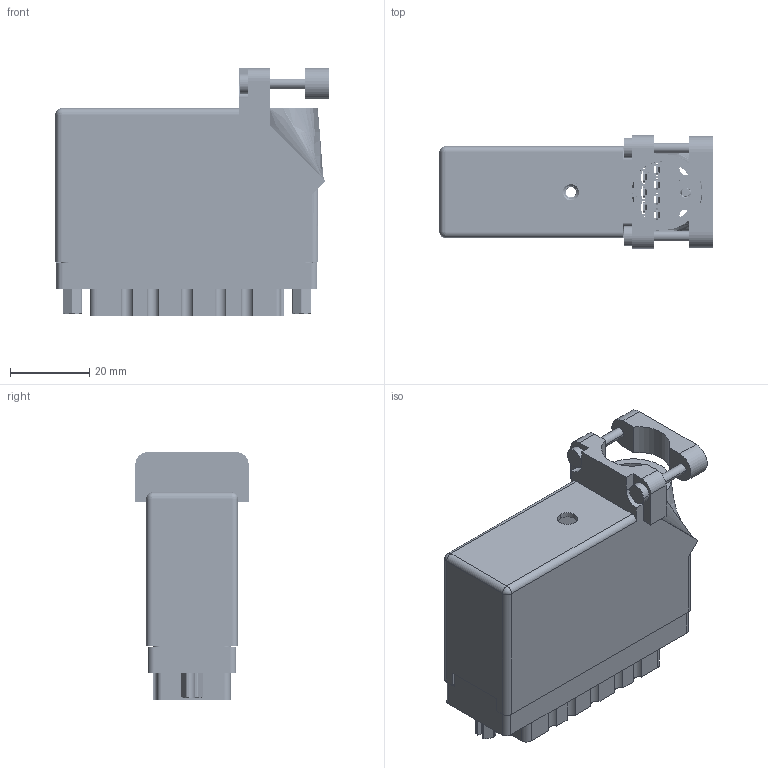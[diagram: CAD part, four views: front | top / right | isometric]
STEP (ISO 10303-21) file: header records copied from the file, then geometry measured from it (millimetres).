
FILE_DESCRIPTION (( 'STEP AP203' ), '1' );
FILE_NAME ('516-056-500-232.STEP', '2020-03-05T21:20:19', ( '' ), ( '' ), 'SwSTEP 2.0', 'SolidWorks 2016', '' );
FILE_SCHEMA (( 'CONFIG_CONTROL_DESIGN' ));
Length unit declared in the file: inch
Products named in the file (8): 516-252-021-102_056; 516-252-035-100_516-252-035-100; 516-230-001_Plastic - 056 Top Entry - Large Clamp; 516-056-500-232; 516-221-038-102_056; 516-221-038-102_057; 516-292-001_500 Contact; 516 Part Receptacle_056
Assembly tree (63 placements, depth 2):
  516-056-500-232
    516 Part Receptacle_056
    516-292-001_500 Contact  x56
    516-230-001_Plastic - 056 Top Entry - Large Clamp
    516-252-021-102_056  x2
    516-221-038-102_056
    516-252-035-100_516-252-035-100
    516-221-038-102_057
Bounding box: 68.91 x 28.57 x 62.51 mm (x, y, z)
Volume: 29783.6 mm3; surface area: 48652.9 mm2
Topology: 63 solids, 63 shells, 5823 faces, 16870 edges, 11192 vertices
Faces by surface type: plane 3404, cylinder 2000, bspline 373, cone 44, sphere 2
Entity records: 62668 total; most frequent: CARTESIAN_POINT 16828, ORIENTED_EDGE 9348, DIRECTION 8909, EDGE_CURVE 4674, VECTOR 3217, LINE 3217, VERTEX_POINT 3102, AXIS2_PLACEMENT_3D 2846
